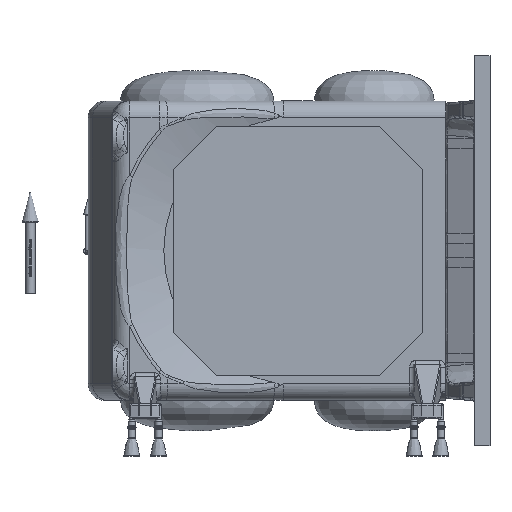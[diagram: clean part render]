
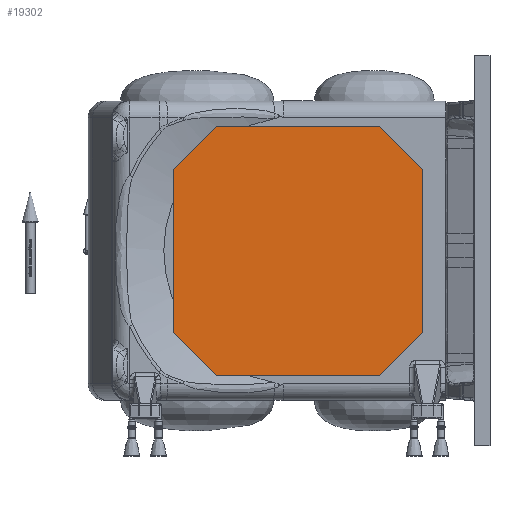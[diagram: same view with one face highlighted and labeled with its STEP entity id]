
A CAD part, front view. The second image highlights one B-rep face of the part: STEP entity #19302.
In plain terms, the highlighted planar face has unit normal (0, -1, 0).
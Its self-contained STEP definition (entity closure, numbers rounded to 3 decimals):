
#10873=LINE('',#110939,#12168);
#10875=LINE('',#110943,#12170);
#10876=LINE('',#110946,#12171);
#10877=LINE('',#110948,#12172);
#10878=LINE('',#110950,#12173);
#10879=LINE('',#110951,#12174);
#10880=LINE('',#110953,#12175);
#10881=LINE('',#110955,#12176);
#12168=VECTOR('',#63535,1.);
#12170=VECTOR('',#63539,1.);
#12171=VECTOR('',#63540,1.);
#12172=VECTOR('',#63541,1.);
#12173=VECTOR('',#63542,1.);
#12174=VECTOR('',#63543,1.);
#12175=VECTOR('',#63544,1.);
#12176=VECTOR('',#63545,1.);
#13891=PLANE('',#56691);
#16397=FACE_OUTER_BOUND('',#25996,.T.);
#19302=ADVANCED_FACE('',(#16397),#13891,.T.);
#25996=EDGE_LOOP('',(#36652,#36653,#36654,#36655,#36656,#36657,#36658,#36659));
#36652=ORIENTED_EDGE('',*,*,#48701,.T.);
#36653=ORIENTED_EDGE('',*,*,#48702,.T.);
#36654=ORIENTED_EDGE('',*,*,#48703,.T.);
#36655=ORIENTED_EDGE('',*,*,#48704,.T.);
#36656=ORIENTED_EDGE('',*,*,#48699,.T.);
#36657=ORIENTED_EDGE('',*,*,#48705,.T.);
#36658=ORIENTED_EDGE('',*,*,#48706,.T.);
#36659=ORIENTED_EDGE('',*,*,#48707,.T.);
#42773=VERTEX_POINT('',#110938);
#42774=VERTEX_POINT('',#110940);
#42775=VERTEX_POINT('',#110944);
#42776=VERTEX_POINT('',#110945);
#42777=VERTEX_POINT('',#110947);
#42778=VERTEX_POINT('',#110949);
#42779=VERTEX_POINT('',#110952);
#42780=VERTEX_POINT('',#110954);
#48699=EDGE_CURVE('',#42774,#42773,#10873,.T.);
#48701=EDGE_CURVE('',#42775,#42776,#10875,.T.);
#48702=EDGE_CURVE('',#42776,#42777,#10876,.T.);
#48703=EDGE_CURVE('',#42777,#42778,#10877,.T.);
#48704=EDGE_CURVE('',#42778,#42774,#10878,.T.);
#48705=EDGE_CURVE('',#42773,#42779,#10879,.T.);
#48706=EDGE_CURVE('',#42779,#42780,#10880,.T.);
#48707=EDGE_CURVE('',#42780,#42775,#10881,.T.);
#56691=AXIS2_PLACEMENT_3D('',#110956,#63546,#63547);
#63535=DIRECTION('',(-1.,0.,0.));
#63539=DIRECTION('',(1.,0.,0.));
#63540=DIRECTION('',(0.707,0.,0.707));
#63541=DIRECTION('',(0.,0.,1.));
#63542=DIRECTION('',(-0.707,0.,0.707));
#63543=DIRECTION('',(-0.707,0.,-0.707));
#63544=DIRECTION('',(0.,0.,-1.));
#63545=DIRECTION('',(0.707,0.,-0.707));
#63546=DIRECTION('',(0.,-1.,0.));
#63547=DIRECTION('',(-1.,0.,0.));
#110938=CARTESIAN_POINT('',(13.45,-33.805,13.));
#110939=CARTESIAN_POINT('',(34.95,-33.805,13.));
#110940=CARTESIAN_POINT('',(30.45,-33.805,13.));
#110943=CARTESIAN_POINT('',(8.95,-33.805,-13.));
#110944=CARTESIAN_POINT('',(13.45,-33.805,-13.));
#110945=CARTESIAN_POINT('',(30.45,-33.805,-13.));
#110946=CARTESIAN_POINT('',(32.7,-33.805,-10.75));
#110947=CARTESIAN_POINT('',(34.95,-33.805,-8.5));
#110948=CARTESIAN_POINT('',(34.95,-33.805,-13.));
#110949=CARTESIAN_POINT('',(34.95,-33.805,8.5));
#110950=CARTESIAN_POINT('',(32.7,-33.805,10.75));
#110951=CARTESIAN_POINT('',(11.2,-33.805,10.75));
#110952=CARTESIAN_POINT('',(8.95,-33.805,8.5));
#110953=CARTESIAN_POINT('',(8.95,-33.805,13.));
#110954=CARTESIAN_POINT('',(8.95,-33.805,-8.5));
#110955=CARTESIAN_POINT('',(11.2,-33.805,-10.75));
#110956=CARTESIAN_POINT('',(21.95,-33.805,0.));
